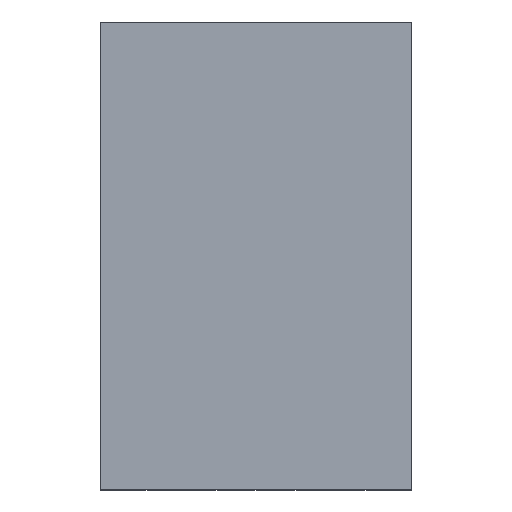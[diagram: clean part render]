
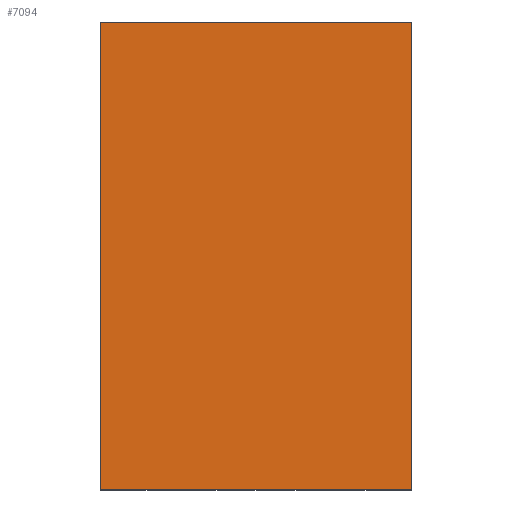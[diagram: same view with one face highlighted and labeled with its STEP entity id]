
A CAD part, top view. The second image highlights one B-rep face of the part: STEP entity #7094.
In plain terms, the highlighted face is planar.
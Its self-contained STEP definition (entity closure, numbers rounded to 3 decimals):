
#5132=DIRECTION('',(0.,0.,1.));
#5133=VECTOR('',#5132,3.);
#5134=CARTESIAN_POINT('',(-1.,0.975,-1.5));
#5135=LINE('',#5134,#5133);
#5139=DIRECTION('',(-1.,0.,0.));
#5140=VECTOR('',#5139,2.);
#5141=CARTESIAN_POINT('',(1.,0.975,-1.5));
#5142=LINE('',#5141,#5140);
#5146=DIRECTION('',(0.,0.,-1.));
#5147=VECTOR('',#5146,3.);
#5148=CARTESIAN_POINT('',(1.,0.975,1.5));
#5149=LINE('',#5148,#5147);
#5153=DIRECTION('',(1.,0.,0.));
#5154=VECTOR('',#5153,2.);
#5155=CARTESIAN_POINT('',(-1.,0.975,1.5));
#5156=LINE('',#5155,#5154);
#6021=CARTESIAN_POINT('',(-1.,0.975,-1.5));
#6022=CARTESIAN_POINT('',(-1.,0.975,1.5));
#6023=VERTEX_POINT('',#6021);
#6024=VERTEX_POINT('',#6022);
#6025=CARTESIAN_POINT('',(1.,0.975,1.5));
#6026=VERTEX_POINT('',#6025);
#6027=CARTESIAN_POINT('',(1.,0.975,-1.5));
#6028=VERTEX_POINT('',#6027);
#7083=CARTESIAN_POINT('',(0.,0.975,0.));
#7084=DIRECTION('',(0.,1.,0.));
#7085=DIRECTION('',(1.,0.,0.));
#7086=AXIS2_PLACEMENT_3D('',#7083,#7084,#7085);
#7087=PLANE('',#7086);
#7088=ORIENTED_EDGE('',*,*,#6924,.F.);
#7089=ORIENTED_EDGE('',*,*,#6974,.F.);
#7090=ORIENTED_EDGE('',*,*,#7008,.F.);
#7091=ORIENTED_EDGE('',*,*,#7056,.F.);
#7092=EDGE_LOOP('',(#7088,#7089,#7090,#7091));
#7093=FACE_OUTER_BOUND('',#7092,.F.);
#6924=EDGE_CURVE('',#6023,#6024,#5135,.T.);
#6974=EDGE_CURVE('',#6028,#6023,#5142,.T.);
#7008=EDGE_CURVE('',#6026,#6028,#5149,.T.);
#7056=EDGE_CURVE('',#6024,#6026,#5156,.T.);
#7094=ADVANCED_FACE('',(#7093),#7087,.T.);
